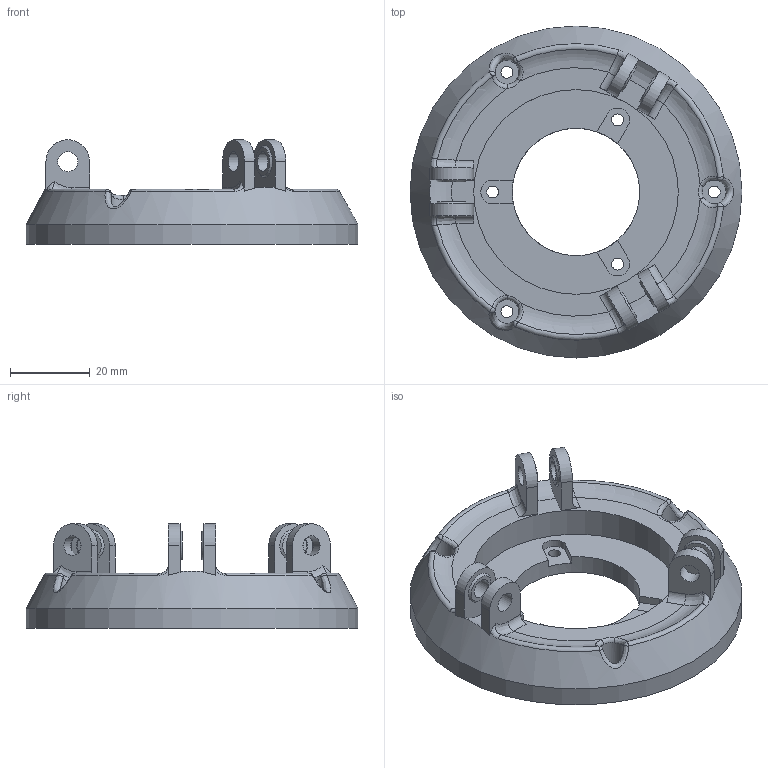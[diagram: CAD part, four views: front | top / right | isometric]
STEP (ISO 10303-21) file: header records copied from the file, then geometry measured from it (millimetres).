
FILE_DESCRIPTION(/* description */ ('STEP AP242','CAx-IF Rec.Pracs.---Representation and Presentation of Product Manufacturing Information (PMI)---4.0---2014-10-13','CAx-IF Rec.Pracs.---3D Tessellated Geometry---0.4---2014-09-14','2;1'),/* implementation_level */ '2;1');
FILE_NAME(/* name */ '688d68fab5bdfa3b8f117359',/* time_stamp */ '2025-08-02T01:25:15Z',/* author */ (''),/* organization */ (''),/* preprocessor_version */ 'ST-DEVELOPER v20',/* originating_system */ 'ONSHAPE BY PTC INC, 1.201',/* authorisation */ ' ');
FILE_SCHEMA (('AP242_MANAGED_MODEL_BASED_3D_ENGINEERING_MIM_LF { 1 0 10303 442 1 1 4 }'));
Length unit declared in the file: metre
Products named in the file (1): Ball Mount
Bounding box: 83.49 x 83.49 x 26.28 mm (x, y, z)
Volume: 46216 mm3; surface area: 16382.9 mm2
Topology: 1 solids, 1 shells, 130 faces, 338 edges, 211 vertices
Faces by surface type: plane 45, cylinder 33, bspline 21, torus 18, cone 7, sphere 6
Full cylindrical faces by diameter (mm): 3 x6, 5 x6, 6 x3, 32.05 x1, 51.49 x1, 83.49 x1
Entity records: 4326 total; most frequent: CARTESIAN_POINT 1383, ORIENTED_EDGE 592, DIRECTION 584, EDGE_CURVE 296, AXIS2_PLACEMENT_3D 250, VERTEX_POINT 200, EDGE_LOOP 188, FACE_BOUND 188
